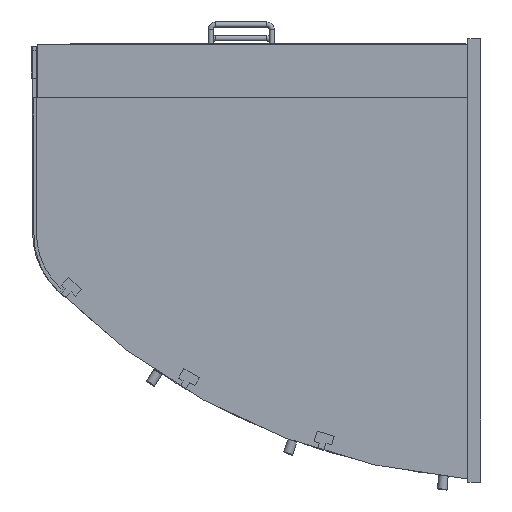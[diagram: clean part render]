
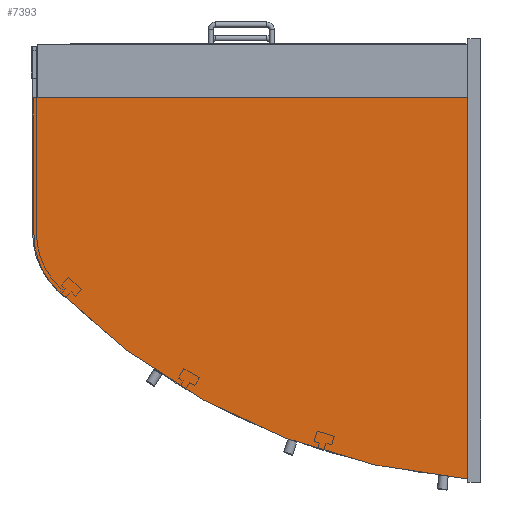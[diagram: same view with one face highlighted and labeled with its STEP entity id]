
A CAD part, left-side view. The second image highlights one B-rep face of the part: STEP entity #7393.
In plain terms, the highlighted planar face has unit normal (-1, 0, 0).
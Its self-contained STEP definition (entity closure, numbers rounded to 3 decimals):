
#89=CIRCLE('',#7991,123.);
#91=CIRCLE('',#7994,1022.);
#93=CIRCLE('',#7997,3.);
#693=FACE_OUTER_BOUND('',#1160,.T.);
#1160=EDGE_LOOP('',(#5492,#5493,#5494,#5495,#5496,#5497));
#1768=LINE('',#11513,#2542);
#1772=LINE('',#11521,#2546);
#1775=LINE('',#11527,#2549);
#2542=VECTOR('',#9215,10.);
#2546=VECTOR('',#9221,10.);
#2549=VECTOR('',#9226,10.);
#3256=VERTEX_POINT('',#11511);
#3257=VERTEX_POINT('',#11512);
#3260=VERTEX_POINT('',#11520);
#3262=VERTEX_POINT('',#11526);
#3264=VERTEX_POINT('',#11532);
#3266=VERTEX_POINT('',#11538);
#4079=EDGE_CURVE('',#3256,#3257,#1768,.T.);
#4083=EDGE_CURVE('',#3257,#3260,#1772,.T.);
#4086=EDGE_CURVE('',#3260,#3262,#1775,.T.);
#4089=EDGE_CURVE('',#3262,#3264,#89,.T.);
#4092=EDGE_CURVE('',#3264,#3266,#91,.T.);
#4095=EDGE_CURVE('',#3266,#3256,#93,.T.);
#5492=ORIENTED_EDGE('',*,*,#4095,.T.);
#5493=ORIENTED_EDGE('',*,*,#4079,.T.);
#5494=ORIENTED_EDGE('',*,*,#4083,.T.);
#5495=ORIENTED_EDGE('',*,*,#4086,.T.);
#5496=ORIENTED_EDGE('',*,*,#4089,.T.);
#5497=ORIENTED_EDGE('',*,*,#4092,.T.);
#7021=PLANE('',#7999);
#7393=ADVANCED_FACE('',(#693),#7021,.T.);
#7991=AXIS2_PLACEMENT_3D('',#11533,#9231,#9232);
#7994=AXIS2_PLACEMENT_3D('',#11539,#9238,#9239);
#7997=AXIS2_PLACEMENT_3D('',#11544,#9245,#9246);
#7999=AXIS2_PLACEMENT_3D('',#11546,#9249,#9250);
#9215=DIRECTION('',(0.,0.,1.));
#9221=DIRECTION('',(0.,1.,0.));
#9226=DIRECTION('',(0.,0.,-1.));
#9231=DIRECTION('center_axis',(-1.,0.,0.));
#9232=DIRECTION('ref_axis',(0.,1.,0.));
#9238=DIRECTION('center_axis',(-1.,0.,0.));
#9239=DIRECTION('ref_axis',(0.,0.707,-0.707));
#9245=DIRECTION('center_axis',(-1.,0.,0.));
#9246=DIRECTION('ref_axis',(0.,0.08,-0.997));
#9249=DIRECTION('center_axis',(-1.,0.,0.));
#9250=DIRECTION('ref_axis',(0.,0.,1.));
#11511=CARTESIAN_POINT('',(-880.5,0.,-339.255));
#11512=CARTESIAN_POINT('',(-880.5,0.,254.5));
#11513=CARTESIAN_POINT('',(-880.5,0.,-347.5));
#11520=CARTESIAN_POINT('',(-880.5,680.,254.5));
#11521=CARTESIAN_POINT('',(-880.5,0.,254.5));
#11526=CARTESIAN_POINT('',(-880.5,680.,40.5));
#11527=CARTESIAN_POINT('',(-880.5,680.,254.5));
#11532=CARTESIAN_POINT('',(-880.5,643.933,-46.515));
#11533=CARTESIAN_POINT('Origin',(-880.5,557.,40.5));
#11538=CARTESIAN_POINT('',(-880.5,3.24,-342.246));
#11539=CARTESIAN_POINT('Origin',(-880.5,-78.389,676.489));
#11544=CARTESIAN_POINT('Origin',(-880.5,3.,-339.255));
#11546=CARTESIAN_POINT('Origin',(-880.5,340.,-43.878));
